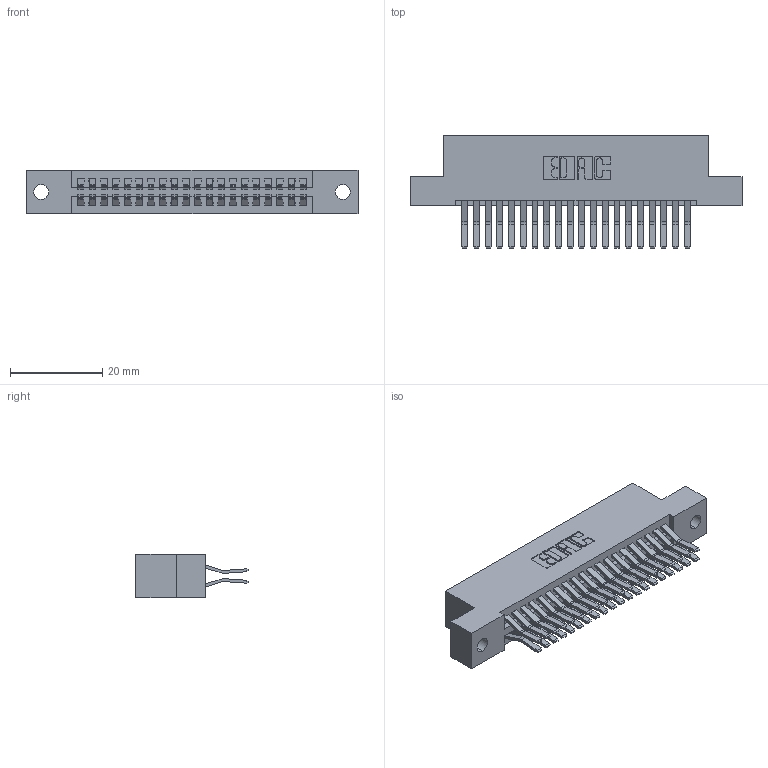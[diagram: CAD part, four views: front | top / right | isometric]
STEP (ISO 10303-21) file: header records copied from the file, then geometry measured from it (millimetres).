
FILE_DESCRIPTION (( 'STEP AP203' ), '1' );
FILE_NAME ('345-040-560-202.STEP', '2018-09-05T06:22:49', ( '' ), ( '' ), 'SwSTEP 2.0', 'SolidWorks 2016', '' );
FILE_SCHEMA (( 'CONFIG_CONTROL_DESIGN' ));
Length unit declared in the file: inch
Products named in the file (3): 345 Part_Flush Mounting Lugs - 0.128 Dia; 345-292-001_560 Tail; 345-040-560-202
Assembly tree (41 placements, depth 2):
  345-040-560-202
    345 Part_Flush Mounting Lugs - 0.128 Dia
    345-292-001_560 Tail  x40
Bounding box: 72.01 x 24.45 x 9.4 mm (x, y, z)
Volume: 7016.3 mm3; surface area: 10346.8 mm2
Topology: 41 solids, 41 shells, 2206 faces, 6541 edges, 4306 vertices
Faces by surface type: plane 1400, cylinder 806
Entity records: 18745 total; most frequent: CARTESIAN_POINT 3164, ORIENTED_EDGE 3098, DIRECTION 2821, EDGE_CURVE 1549, VECTOR 1333, LINE 1333, VERTEX_POINT 1030, AXIS2_PLACEMENT_3D 744
